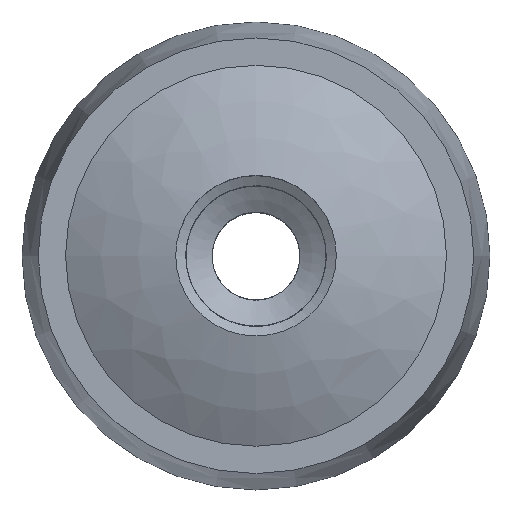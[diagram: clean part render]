
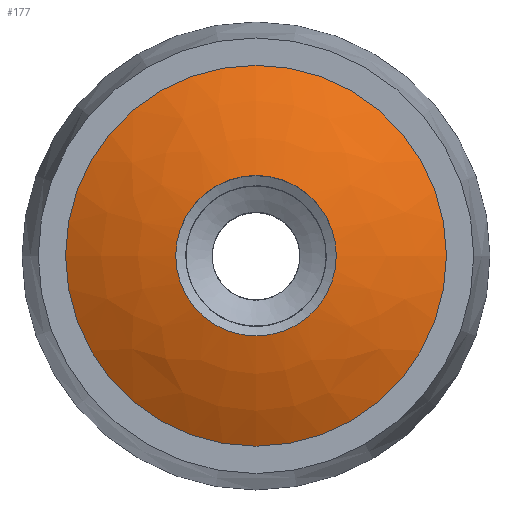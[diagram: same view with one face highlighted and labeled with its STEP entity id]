
A CAD part, top view. The second image highlights one B-rep face of the part: STEP entity #177.
In plain terms, the highlighted free-form (B-spline) face has degree [3, 3] with [4, 7] control points.
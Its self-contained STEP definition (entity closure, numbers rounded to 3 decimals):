
#177 = ADVANCED_FACE( '', ( #204, #205 ), #206, .T. );
#204 = FACE_OUTER_BOUND( '', #258, .T. );
#205 = FACE_OUTER_BOUND( '', #259, .T. );
#206 = ( B_SPLINE_SURFACE( 3, 3, ( ( #261, #262, #263, #264, #265, #266, #267 ), ( #268, #269, #270, #271, #272, #273, #274 ), ( #275, #276, #277, #278, #279, #280, #281 ), ( #282, #283, #284, #285, #286, #287, #288 ) ), .UNSPECIFIED., .F., .T., .F. )B_SPLINE_SURFACE_WITH_KNOTS( ( 4, 4 ), ( 4, 3, 4 ), ( 0., 6.283 ), ( 1.072, 1.208, 1.343 ), .UNSPECIFIED. )RATIONAL_B_SPLINE_SURFACE( ( ( 1., 0.333, 0.333, 1., 0.333, 0.333, 1. ), ( 0.994, 0.331, 0.331, 0.994, 0.331, 0.331, 0.994 ), ( 0.994, 0.331, 0.331, 0.994, 0.331, 0.331, 0.994 ), ( 1., 0.333, 0.333, 1., 0.333, 0.333, 1. ) ) )BOUNDED_SURFACE(  )REPRESENTATION_ITEM( '' )GEOMETRIC_REPRESENTATION_ITEM(  )SURFACE(  ) );
#258 = EDGE_LOOP( '', ( #354 ) );
#259 = EDGE_LOOP( '', ( #355 ) );
#261 = CARTESIAN_POINT( '', ( 4.575, 0.02, 18.382 ) );
#262 = CARTESIAN_POINT( '', ( 4.575, 9.17, 18.382 ) );
#263 = CARTESIAN_POINT( '', ( -4.575, 9.17, 18.382 ) );
#264 = CARTESIAN_POINT( '', ( -4.575, 0.02, 18.382 ) );
#265 = CARTESIAN_POINT( '', ( -4.575, -9.13, 18.382 ) );
#266 = CARTESIAN_POINT( '', ( 4.575, -9.13, 18.382 ) );
#267 = CARTESIAN_POINT( '', ( 4.575, 0.02, 18.382 ) );
#268 = CARTESIAN_POINT( '', ( 6.768, 0.02, 17.875 ) );
#269 = CARTESIAN_POINT( '', ( 6.768, 13.556, 17.875 ) );
#270 = CARTESIAN_POINT( '', ( -6.768, 13.556, 17.875 ) );
#271 = CARTESIAN_POINT( '', ( -6.768, 0.02, 17.875 ) );
#272 = CARTESIAN_POINT( '', ( -6.768, -13.516, 17.875 ) );
#273 = CARTESIAN_POINT( '', ( 6.768, -13.516, 17.875 ) );
#274 = CARTESIAN_POINT( '', ( 6.768, 0.02, 17.875 ) );
#275 = CARTESIAN_POINT( '', ( 8.873, 0.02, 17.076 ) );
#276 = CARTESIAN_POINT( '', ( 8.873, 17.765, 17.076 ) );
#277 = CARTESIAN_POINT( '', ( -8.873, 17.765, 17.076 ) );
#278 = CARTESIAN_POINT( '', ( -8.873, 0.02, 17.076 ) );
#279 = CARTESIAN_POINT( '', ( -8.873, -17.726, 17.076 ) );
#280 = CARTESIAN_POINT( '', ( 8.873, -17.726, 17.076 ) );
#281 = CARTESIAN_POINT( '', ( 8.873, 0.02, 17.076 ) );
#282 = CARTESIAN_POINT( '', ( 10.85, 0.02, 16. ) );
#283 = CARTESIAN_POINT( '', ( 10.85, 21.72, 16. ) );
#284 = CARTESIAN_POINT( '', ( -10.85, 21.72, 16. ) );
#285 = CARTESIAN_POINT( '', ( -10.85, 0.02, 16. ) );
#286 = CARTESIAN_POINT( '', ( -10.85, -21.68, 16. ) );
#287 = CARTESIAN_POINT( '', ( 10.85, -21.68, 16. ) );
#288 = CARTESIAN_POINT( '', ( 10.85, 0.02, 16. ) );
#354 = ORIENTED_EDGE( '', *, *, #426, .F. );
#355 = ORIENTED_EDGE( '', *, *, #427, .T. );
#426 = EDGE_CURVE( '', #449, #449, #450, .T. );
#427 = EDGE_CURVE( '', #451, #451, #452, .T. );
#449 = VERTEX_POINT( '', #485 );
#450 = CIRCLE( '', #486, 4.575 );
#451 = VERTEX_POINT( '', #487 );
#452 = CIRCLE( '', #488, 10.85 );
#485 = CARTESIAN_POINT( '', ( 4.575, 0.02, 18.382 ) );
#486 = AXIS2_PLACEMENT_3D( '', #526, #527, #528 );
#487 = CARTESIAN_POINT( '', ( 10.85, 0.02, 16. ) );
#488 = AXIS2_PLACEMENT_3D( '', #529, #530, #531 );
#526 = CARTESIAN_POINT( '', ( 0., 0.02, 18.382 ) );
#527 = DIRECTION( '', ( 0., 0., 1. ) );
#528 = DIRECTION( '', ( 1., 0., 0. ) );
#529 = CARTESIAN_POINT( '', ( 0., 0.02, 16. ) );
#530 = DIRECTION( '', ( 0., 0., 1. ) );
#531 = DIRECTION( '', ( 1., 0., 0. ) );
